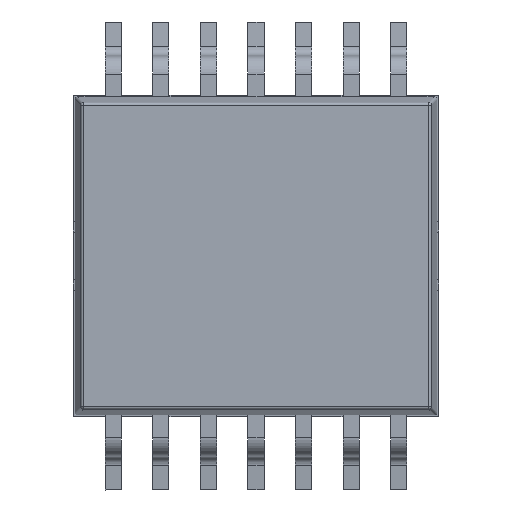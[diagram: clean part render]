
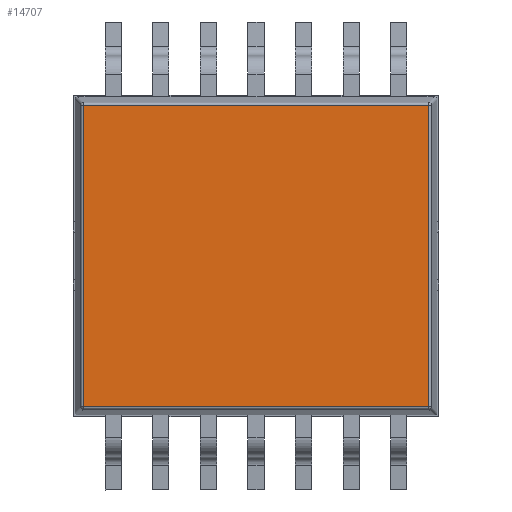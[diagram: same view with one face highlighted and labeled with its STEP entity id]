
A CAD part, top view. The second image highlights one B-rep face of the part: STEP entity #14707.
In plain terms, the highlighted planar face has unit normal (0, 0, 1).
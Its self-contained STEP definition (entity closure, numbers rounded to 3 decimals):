
#626=ORIENTED_EDGE('',*,*,#4941,.T.);
#627=ORIENTED_EDGE('',*,*,#4942,.T.);
#628=ORIENTED_EDGE('',*,*,#4943,.T.);
#629=ORIENTED_EDGE('',*,*,#4944,.T.);
#4941=EDGE_CURVE('',#7080,#7081,#8557,.F.);
#4942=EDGE_CURVE('',#7081,#7082,#8558,.F.);
#4943=EDGE_CURVE('',#7082,#7083,#8559,.T.);
#4944=EDGE_CURVE('',#7083,#7080,#8560,.T.);
#7080=VERTEX_POINT('',#21009);
#7081=VERTEX_POINT('',#21010);
#7082=VERTEX_POINT('',#21012);
#7083=VERTEX_POINT('',#21014);
#8557=LINE('',#21008,#10507);
#8558=LINE('',#21011,#10508);
#8559=LINE('',#21013,#10509);
#8560=LINE('',#21015,#10510);
#10507=VECTOR('',#16917,1000.);
#10508=VECTOR('',#16918,1000.);
#10509=VECTOR('',#16919,1000.);
#10510=VECTOR('',#16920,1000.);
#12307=EDGE_LOOP('',(#626,#627,#628,#629));
#13175=FACE_BOUND('',#12307,.T.);
#14043=PLANE('',#15656);
#14707=ADVANCED_FACE('',(#13175),#14043,.T.);
#15656=AXIS2_PLACEMENT_3D('',#21007,#16915,#16916);
#16915=DIRECTION('',(0.,0.,1.));
#16916=DIRECTION('',(0.,-1.,0.));
#16917=DIRECTION('',(0.,-1.,0.));
#16918=DIRECTION('',(1.,0.,0.));
#16919=DIRECTION('',(0.,-1.,0.));
#16920=DIRECTION('',(1.,0.,0.));
#21007=CARTESIAN_POINT('',(2.393,6.988,0.45));
#21008=CARTESIAN_POINT('',(2.36,6.988,0.45));
#21009=CARTESIAN_POINT('',(2.36,0.14,0.45));
#21010=CARTESIAN_POINT('',(2.36,4.26,0.45));
#21011=CARTESIAN_POINT('',(-2.393,4.26,0.45));
#21012=CARTESIAN_POINT('',(-2.36,4.26,0.45));
#21013=CARTESIAN_POINT('',(-2.36,6.988,0.45));
#21014=CARTESIAN_POINT('',(-2.36,0.14,0.45));
#21015=CARTESIAN_POINT('',(2.393,0.14,0.45));
